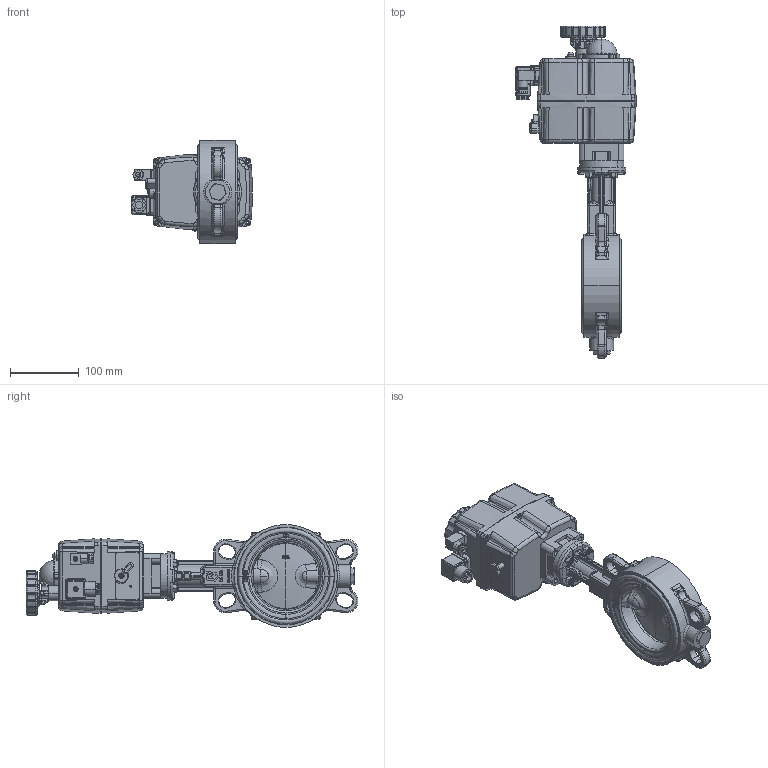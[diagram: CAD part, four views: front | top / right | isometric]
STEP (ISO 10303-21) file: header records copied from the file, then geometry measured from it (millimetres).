
FILE_DESCRIPTION (( 'STEP AP203' ), '1' );
FILE_NAME ('AKE01_DN100.STEP', '2022-10-14T08:26:51', ( '' ), ( '' ), 'SwSTEP 2.0', 'SolidWorks 2021', '' );
FILE_SCHEMA (( 'CONFIG_CONTROL_DESIGN' ));
Products named in the file (1): AKE01_DN100
Bounding box: 176.14 x 483.38 x 150 mm (x, y, z)
Surface area: 245174.9 mm2 (no closed solid volume)
Topology: 0 solids, 68 shells, 1963 faces, 6650 edges, 4542 vertices
Faces by surface type: plane 570, cylinder 545, torus 413, bspline 310, cone 96, sphere 29
Entity records: 111032 total; most frequent: CARTESIAN_POINT 56824, DIRECTION 10917, ORIENTED_EDGE 10651, EDGE_CURVE 6578, VERTEX_POINT 4532, AXIS2_PLACEMENT_3D 4188, VECTOR 2541, LINE 2541
